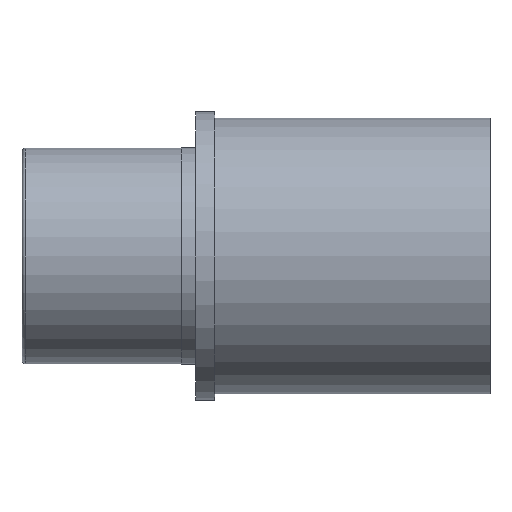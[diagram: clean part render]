
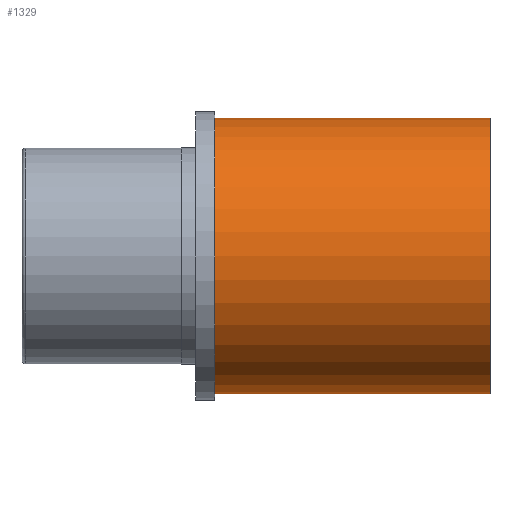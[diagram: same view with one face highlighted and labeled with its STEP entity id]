
A CAD part, left-side view. The second image highlights one B-rep face of the part: STEP entity #1329.
In plain terms, the highlighted cylindrical face has radius 9.91 mm (diameter 19.82 mm), a partial arc.
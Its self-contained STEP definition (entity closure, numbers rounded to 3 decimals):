
#8 = ORIENTED_EDGE ( 'NONE', *, *, #1304, .F. ) ;
#96 = CARTESIAN_POINT ( 'NONE',  ( 0., 19.8, 9.91 ) ) ;
#98 = ORIENTED_EDGE ( 'NONE', *, *, #1085, .T. ) ;
#101 = LINE ( 'NONE', #639, #461 ) ;
#136 = AXIS2_PLACEMENT_3D ( 'NONE', #1371, #890, #345 ) ;
#181 = VECTOR ( 'NONE', #1219, 1000. ) ;
#221 = LINE ( 'NONE', #1487, #181 ) ;
#282 = CARTESIAN_POINT ( 'NONE',  ( 0., 0., 9.91 ) ) ;
#345 = DIRECTION ( 'NONE',  ( 0., 0., -1. ) ) ;
#355 = CARTESIAN_POINT ( 'NONE',  ( 0., 0., -9.91 ) ) ;
#360 = DIRECTION ( 'NONE',  ( 0., 0., -1. ) ) ;
#461 = VECTOR ( 'NONE', #635, 1000. ) ;
#480 = CARTESIAN_POINT ( 'NONE',  ( 0., 19.8, -9.91 ) ) ;
#492 = DIRECTION ( 'NONE',  ( 0., -1., 0. ) ) ;
#562 = VERTEX_POINT ( 'NONE', #355 ) ;
#591 = VERTEX_POINT ( 'NONE', #282 ) ;
#605 = CARTESIAN_POINT ( 'NONE',  ( 0., 0., 0. ) ) ;
#635 = DIRECTION ( 'NONE',  ( 0., -1., 0. ) ) ;
#639 = CARTESIAN_POINT ( 'NONE',  ( 0., -3.694, 9.91 ) ) ;
#773 = FACE_OUTER_BOUND ( 'NONE', #1413, .T. ) ;
#782 = ORIENTED_EDGE ( 'NONE', *, *, #1517, .F. ) ;
#843 = DIRECTION ( 'NONE',  ( 0., -1., 0. ) ) ;
#890 = DIRECTION ( 'NONE',  ( 0., -1., 0. ) ) ;
#918 = DIRECTION ( 'NONE',  ( 0., 0., -1. ) ) ;
#990 = AXIS2_PLACEMENT_3D ( 'NONE', #605, #492, #360 ) ;
#1067 = EDGE_CURVE ( 'NONE', #1389, #1093, #1175, .T. ) ;
#1083 = AXIS2_PLACEMENT_3D ( 'NONE', #1450, #843, #918 ) ;
#1085 = EDGE_CURVE ( 'NONE', #1093, #562, #221, .T. ) ;
#1093 = VERTEX_POINT ( 'NONE', #480 ) ;
#1175 = CIRCLE ( 'NONE', #136, 9.91 ) ;
#1219 = DIRECTION ( 'NONE',  ( 0., -1., 0. ) ) ;
#1236 = CYLINDRICAL_SURFACE ( 'NONE', #1083, 9.91 ) ;
#1272 = ORIENTED_EDGE ( 'NONE', *, *, #1067, .T. ) ;
#1304 = EDGE_CURVE ( 'NONE', #1389, #591, #101, .T. ) ;
#1329 = ADVANCED_FACE ( 'NONE', ( #773 ), #1236, .T. ) ;
#1371 = CARTESIAN_POINT ( 'NONE',  ( 0., 19.8, 0. ) ) ;
#1389 = VERTEX_POINT ( 'NONE', #96 ) ;
#1413 = EDGE_LOOP ( 'NONE', ( #8, #1272, #98, #782 ) ) ;
#1450 = CARTESIAN_POINT ( 'NONE',  ( 0., -3.694, 0. ) ) ;
#1487 = CARTESIAN_POINT ( 'NONE',  ( 0., -3.694, -9.91 ) ) ;
#1516 = CIRCLE ( 'NONE', #990, 9.91 ) ;
#1517 = EDGE_CURVE ( 'NONE', #591, #562, #1516, .T. ) ;
